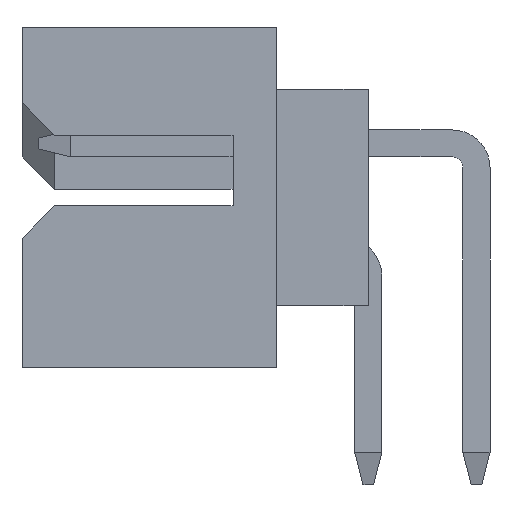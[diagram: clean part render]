
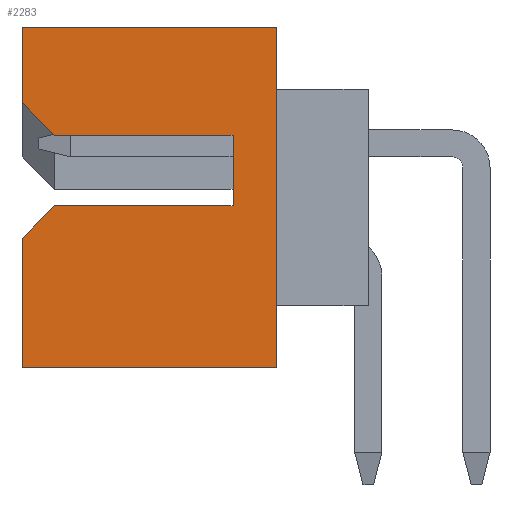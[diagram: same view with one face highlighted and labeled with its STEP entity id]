
A CAD part, left-side view. The second image highlights one B-rep face of the part: STEP entity #2283.
In plain terms, the highlighted planar face has unit normal (-1, 0, 0).
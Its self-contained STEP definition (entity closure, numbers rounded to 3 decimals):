
#1=DIRECTION('',(0.,-1.,0.));
#2=VECTOR('',#1,4.7);
#3=CARTESIAN_POINT('',(-3.325,3.2,-3.15));
#4=LINE('',#3,#2);
#17=DIRECTION('',(0.,0.707,-0.707));
#18=VECTOR('',#17,0.849);
#19=CARTESIAN_POINT('',(-3.325,2.6,-0.15));
#20=LINE('',#19,#18);
#21=DIRECTION('',(0.,-1.,0.));
#22=VECTOR('',#21,3.3);
#23=CARTESIAN_POINT('',(-3.325,2.6,-0.15));
#24=LINE('',#23,#22);
#25=DIRECTION('',(0.,0.,-1.));
#26=VECTOR('',#25,1.3);
#27=CARTESIAN_POINT('',(-3.325,-0.7,1.15));
#28=LINE('',#27,#26);
#29=DIRECTION('',(0.,-1.,0.));
#30=VECTOR('',#29,3.3);
#31=CARTESIAN_POINT('',(-3.325,2.6,1.15));
#32=LINE('',#31,#30);
#33=DIRECTION('',(0.,-0.707,-0.707));
#34=VECTOR('',#33,0.849);
#35=CARTESIAN_POINT('',(-3.325,3.2,1.75));
#36=LINE('',#35,#34);
#37=DIRECTION('',(0.,0.,1.));
#38=VECTOR('',#37,1.4);
#39=CARTESIAN_POINT('',(-3.325,3.2,1.75));
#40=LINE('',#39,#38);
#41=DIRECTION('',(0.,0.,1.));
#42=VECTOR('',#41,6.3);
#43=CARTESIAN_POINT('',(-3.325,-1.5,-3.15));
#44=LINE('',#43,#42);
#45=DIRECTION('',(0.,0.,1.));
#46=VECTOR('',#45,2.4);
#47=CARTESIAN_POINT('',(-3.325,3.2,-3.15));
#48=LINE('',#47,#46);
#1281=DIRECTION('',(0.,-1.,0.));
#1282=VECTOR('',#1281,4.7);
#1283=CARTESIAN_POINT('',(-3.325,3.2,3.15));
#1284=LINE('',#1283,#1282);
#1706=CARTESIAN_POINT('',(-3.325,3.2,-3.15));
#1708=VERTEX_POINT('',#1706);
#1710=CARTESIAN_POINT('',(-3.325,3.2,3.15));
#1712=VERTEX_POINT('',#1710);
#1729=CARTESIAN_POINT('',(-3.325,-1.5,-3.15));
#1730=VERTEX_POINT('',#1729);
#1733=CARTESIAN_POINT('',(-3.325,-1.5,3.15));
#1734=VERTEX_POINT('',#1733);
#1801=CARTESIAN_POINT('',(-3.325,-0.7,1.15));
#1802=CARTESIAN_POINT('',(-3.325,-0.7,-0.15));
#1803=VERTEX_POINT('',#1801);
#1804=VERTEX_POINT('',#1802);
#2021=CARTESIAN_POINT('',(-3.325,2.6,-0.15));
#2022=CARTESIAN_POINT('',(-3.325,3.2,-0.75));
#2023=VERTEX_POINT('',#2021);
#2024=VERTEX_POINT('',#2022);
#2065=CARTESIAN_POINT('',(-3.325,3.2,1.75));
#2066=CARTESIAN_POINT('',(-3.325,2.6,1.15));
#2067=VERTEX_POINT('',#2065);
#2068=VERTEX_POINT('',#2066);
#2257=CARTESIAN_POINT('',(-3.325,3.2,-3.15));
#2258=DIRECTION('',(-1.,0.,0.));
#2259=DIRECTION('',(0.,-1.,0.));
#2260=AXIS2_PLACEMENT_3D('',#2257,#2258,#2259);
#2261=PLANE('',#2260);
#2263=ORIENTED_EDGE('',*,*,#2262,.F.);
#2265=ORIENTED_EDGE('',*,*,#2264,.T.);
#2267=ORIENTED_EDGE('',*,*,#2266,.F.);
#2269=ORIENTED_EDGE('',*,*,#2268,.F.);
#2271=ORIENTED_EDGE('',*,*,#2270,.F.);
#2273=ORIENTED_EDGE('',*,*,#2272,.T.);
#2275=ORIENTED_EDGE('',*,*,#2274,.T.);
#2277=ORIENTED_EDGE('',*,*,#2276,.F.);
#2278=ORIENTED_EDGE('',*,*,#2246,.F.);
#2280=ORIENTED_EDGE('',*,*,#2279,.T.);
#2281=EDGE_LOOP('',(#2263,#2265,#2267,#2269,#2271,#2273,#2275,#2277,#2278,
#2280));
#2282=FACE_OUTER_BOUND('',#2281,.F.);
#2283=ADVANCED_FACE('',(#2282),#2261,.T.);
#2246=EDGE_CURVE('',#1708,#1730,#4,.T.);
#2262=EDGE_CURVE('',#2023,#2024,#20,.T.);
#2264=EDGE_CURVE('',#2023,#1804,#24,.T.);
#2266=EDGE_CURVE('',#1803,#1804,#28,.T.);
#2268=EDGE_CURVE('',#2068,#1803,#32,.T.);
#2270=EDGE_CURVE('',#2067,#2068,#36,.T.);
#2272=EDGE_CURVE('',#2067,#1712,#40,.T.);
#2274=EDGE_CURVE('',#1712,#1734,#1284,.T.);
#2276=EDGE_CURVE('',#1730,#1734,#44,.T.);
#2279=EDGE_CURVE('',#1708,#2024,#48,.T.);
